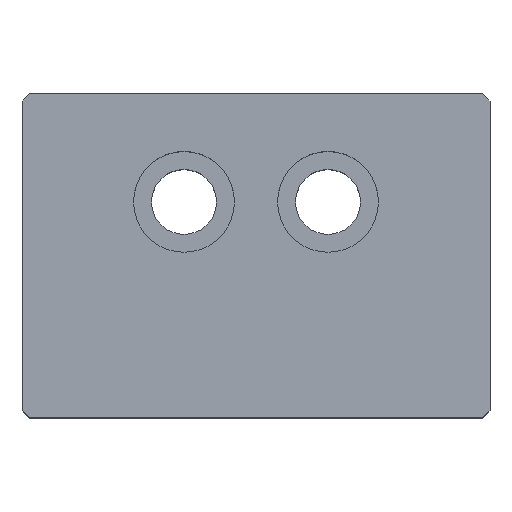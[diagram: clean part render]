
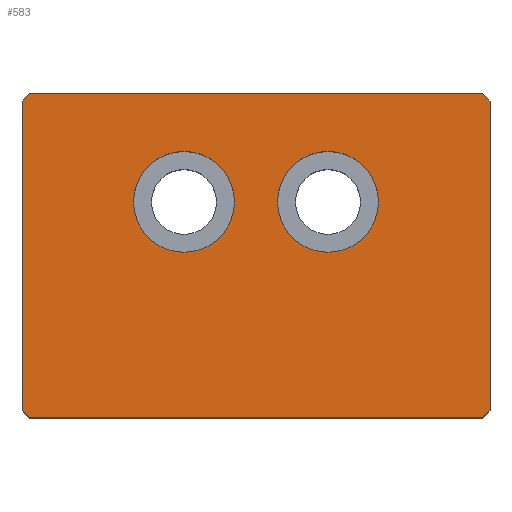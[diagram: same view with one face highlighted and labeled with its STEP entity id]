
A CAD part, top view. The second image highlights one B-rep face of the part: STEP entity #583.
In plain terms, the highlighted planar face has unit normal (0, 0, 1).
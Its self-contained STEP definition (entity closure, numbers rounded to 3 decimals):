
#1 = DIRECTION ( 'NONE',  ( 0.707, -0.707, 0. ) ) ;
#5 = CARTESIAN_POINT ( 'NONE',  ( 0., 0., 28. ) ) ;
#7 = DIRECTION ( 'NONE',  ( 0., 0., 1. ) ) ;
#13 = DIRECTION ( 'NONE',  ( 1., 0., 0. ) ) ;
#15 = VERTEX_POINT ( 'NONE', #544 ) ;
#19 = LINE ( 'NONE', #177, #80 ) ;
#37 = ORIENTED_EDGE ( 'NONE', *, *, #539, .T. ) ;
#39 = CARTESIAN_POINT ( 'NONE',  ( 42.5, -29., 28. ) ) ;
#54 = ORIENTED_EDGE ( 'NONE', *, *, #75, .F. ) ;
#59 = CARTESIAN_POINT ( 'NONE',  ( -22.5, 15., 28. ) ) ;
#75 = EDGE_CURVE ( 'NONE', #15, #314, #286, .T. ) ;
#79 = CARTESIAN_POINT ( 'NONE',  ( -21.5, 15., 28. ) ) ;
#80 = VECTOR ( 'NONE', #188, 1000. ) ;
#81 = CARTESIAN_POINT ( 'NONE',  ( 20., 0., 28. ) ) ;
#90 = DIRECTION ( 'NONE',  ( 0., 0., 1. ) ) ;
#97 = DIRECTION ( 'NONE',  ( 1., 0., 0. ) ) ;
#101 = LINE ( 'NONE', #196, #130 ) ;
#112 = EDGE_CURVE ( 'NONE', #397, #472, #271, .T. ) ;
#118 = AXIS2_PLACEMENT_3D ( 'NONE', #5, #7, #13 ) ;
#130 = VECTOR ( 'NONE', #192, 1000. ) ;
#138 = CARTESIAN_POINT ( 'NONE',  ( 28.25, 28.25, 28. ) ) ;
#139 = VERTEX_POINT ( 'NONE', #537 ) ;
#146 = CARTESIAN_POINT ( 'NONE',  ( 0., 0., 28. ) ) ;
#150 = DIRECTION ( 'NONE',  ( -0.707, 0.707, 0. ) ) ;
#163 = VECTOR ( 'NONE', #794, 1000. ) ;
#174 = CARTESIAN_POINT ( 'NONE',  ( -22.5, -29., 28. ) ) ;
#175 = CIRCLE ( 'NONE', #516, 7. ) ;
#177 = CARTESIAN_POINT ( 'NONE',  ( -22.5, -30., 28. ) ) ;
#188 = DIRECTION ( 'NONE',  ( 1., 0., 0. ) ) ;
#190 = ORIENTED_EDGE ( 'NONE', *, *, #112, .T. ) ;
#192 = DIRECTION ( 'NONE',  ( -1., 0., 0. ) ) ;
#196 = CARTESIAN_POINT ( 'NONE',  ( -22.5, 15., 28. ) ) ;
#199 = VERTEX_POINT ( 'NONE', #458 ) ;
#205 = ORIENTED_EDGE ( 'NONE', *, *, #464, .T. ) ;
#215 = CARTESIAN_POINT ( 'NONE',  ( 35.75, -35.75, 28. ) ) ;
#218 = ORIENTED_EDGE ( 'NONE', *, *, #767, .F. ) ;
#223 = ORIENTED_EDGE ( 'NONE', *, *, #770, .T. ) ;
#224 = CARTESIAN_POINT ( 'NONE',  ( 20., 0., 28. ) ) ;
#229 = DIRECTION ( 'NONE',  ( 0., 0., 1. ) ) ;
#231 = DIRECTION ( 'NONE',  ( 1., 0., 0. ) ) ;
#235 = VERTEX_POINT ( 'NONE', #272 ) ;
#249 = VECTOR ( 'NONE', #150, 1000. ) ;
#253 = EDGE_CURVE ( 'NONE', #705, #139, #740, .T. ) ;
#263 = CIRCLE ( 'NONE', #118, 7. ) ;
#271 = LINE ( 'NONE', #747, #461 ) ;
#272 = CARTESIAN_POINT ( 'NONE',  ( -21.5, -30., 28. ) ) ;
#286 = CIRCLE ( 'NONE', #436, 7. ) ;
#314 = VERTEX_POINT ( 'NONE', #380 ) ;
#316 = ORIENTED_EDGE ( 'NONE', *, *, #577, .T. ) ;
#322 = DIRECTION ( 'NONE',  ( 0., 0., 1. ) ) ;
#342 = FACE_BOUND ( 'NONE', #610, .T. ) ;
#356 = EDGE_LOOP ( 'NONE', ( #37, #205, #760, #316, #388, #448, #223, #190 ) ) ;
#360 = VERTEX_POINT ( 'NONE', #593 ) ;
#368 = FACE_BOUND ( 'NONE', #716, .T. ) ;
#369 = CARTESIAN_POINT ( 'NONE',  ( 42.5, 15., 28. ) ) ;
#378 = VECTOR ( 'NONE', #693, 1000. ) ;
#380 = CARTESIAN_POINT ( 'NONE',  ( -7., 0., 28. ) ) ;
#388 = ORIENTED_EDGE ( 'NONE', *, *, #253, .T. ) ;
#397 = VERTEX_POINT ( 'NONE', #79 ) ;
#401 = LINE ( 'NONE', #215, #378 ) ;
#419 = AXIS2_PLACEMENT_3D ( 'NONE', #81, #90, #97 ) ;
#436 = AXIS2_PLACEMENT_3D ( 'NONE', #146, #510, #576 ) ;
#448 = ORIENTED_EDGE ( 'NONE', *, *, #743, .T. ) ;
#454 = LINE ( 'NONE', #138, #249 ) ;
#458 = CARTESIAN_POINT ( 'NONE',  ( 41.5, 15., 28. ) ) ;
#461 = VECTOR ( 'NONE', #750, 1000. ) ;
#464 = EDGE_CURVE ( 'NONE', #761, #235, #498, .T. ) ;
#465 = CIRCLE ( 'NONE', #419, 7. ) ;
#472 = VERTEX_POINT ( 'NONE', #635 ) ;
#489 = VECTOR ( 'NONE', #1, 1000. ) ;
#490 = VERTEX_POINT ( 'NONE', #633 ) ;
#493 = FACE_OUTER_BOUND ( 'NONE', #356, .T. ) ;
#498 = LINE ( 'NONE', #816, #489 ) ;
#502 = ORIENTED_EDGE ( 'NONE', *, *, #698, .F. ) ;
#510 = DIRECTION ( 'NONE',  ( 0., 0., 1. ) ) ;
#514 = PLANE ( 'NONE',  #663 ) ;
#516 = AXIS2_PLACEMENT_3D ( 'NONE', #224, #229, #231 ) ;
#522 = CARTESIAN_POINT ( 'NONE',  ( 0., 0., 28. ) ) ;
#526 = CARTESIAN_POINT ( 'NONE',  ( 13., 0., 28. ) ) ;
#537 = CARTESIAN_POINT ( 'NONE',  ( 42.5, 14., 28. ) ) ;
#539 = EDGE_CURVE ( 'NONE', #472, #761, #822, .T. ) ;
#544 = CARTESIAN_POINT ( 'NONE',  ( 7., 0., 28. ) ) ;
#573 = VERTEX_POINT ( 'NONE', #526 ) ;
#576 = DIRECTION ( 'NONE',  ( 1., 0., 0. ) ) ;
#577 = EDGE_CURVE ( 'NONE', #490, #705, #401, .T. ) ;
#583 = ADVANCED_FACE ( 'NONE', ( #368, #342, #493 ), #514, .T. ) ;
#593 = CARTESIAN_POINT ( 'NONE',  ( 27., 0., 28. ) ) ;
#610 = EDGE_LOOP ( 'NONE', ( #54, #756 ) ) ;
#633 = CARTESIAN_POINT ( 'NONE',  ( 41.5, -30., 28. ) ) ;
#635 = CARTESIAN_POINT ( 'NONE',  ( -22.5, 14., 28. ) ) ;
#663 = AXIS2_PLACEMENT_3D ( 'NONE', #522, #322, #670 ) ;
#667 = EDGE_CURVE ( 'NONE', #314, #15, #263, .T. ) ;
#670 = DIRECTION ( 'NONE',  ( 1., 0., 0. ) ) ;
#693 = DIRECTION ( 'NONE',  ( 0.707, 0.707, 0. ) ) ;
#698 = EDGE_CURVE ( 'NONE', #360, #573, #465, .T. ) ;
#705 = VERTEX_POINT ( 'NONE', #39 ) ;
#716 = EDGE_LOOP ( 'NONE', ( #502, #218 ) ) ;
#729 = VECTOR ( 'NONE', #824, 1000. ) ;
#740 = LINE ( 'NONE', #369, #729 ) ;
#743 = EDGE_CURVE ( 'NONE', #139, #199, #454, .T. ) ;
#747 = CARTESIAN_POINT ( 'NONE',  ( -18.25, 18.25, 28. ) ) ;
#750 = DIRECTION ( 'NONE',  ( -0.707, -0.707, 0. ) ) ;
#756 = ORIENTED_EDGE ( 'NONE', *, *, #667, .F. ) ;
#760 = ORIENTED_EDGE ( 'NONE', *, *, #762, .T. ) ;
#761 = VERTEX_POINT ( 'NONE', #174 ) ;
#762 = EDGE_CURVE ( 'NONE', #235, #490, #19, .T. ) ;
#767 = EDGE_CURVE ( 'NONE', #573, #360, #175, .T. ) ;
#770 = EDGE_CURVE ( 'NONE', #199, #397, #101, .T. ) ;
#794 = DIRECTION ( 'NONE',  ( 0., -1., 0. ) ) ;
#816 = CARTESIAN_POINT ( 'NONE',  ( -25.75, -25.75, 28. ) ) ;
#822 = LINE ( 'NONE', #59, #163 ) ;
#824 = DIRECTION ( 'NONE',  ( 0., 1., 0. ) ) ;
